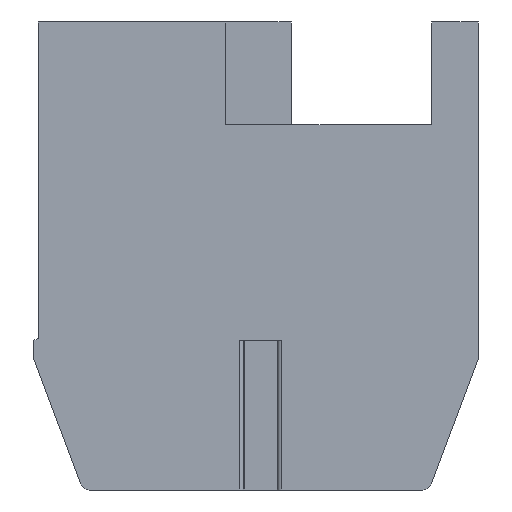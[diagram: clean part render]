
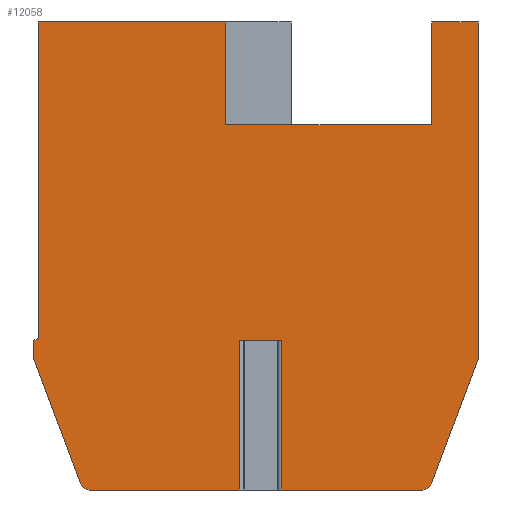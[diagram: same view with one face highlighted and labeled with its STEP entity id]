
A CAD part, front view. The second image highlights one B-rep face of the part: STEP entity #12058.
In plain terms, the highlighted planar face has unit normal (0, -1, 0).
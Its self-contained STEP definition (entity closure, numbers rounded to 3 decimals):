
#1=DIRECTION('',(1.,0.,0.));
#2=VECTOR('',#1,0.906);
#3=CARTESIAN_POINT('',(4.297,0.,-6.8));
#4=LINE('',#3,#2);
#5=DIRECTION('',(0.,0.,-1.));
#6=VECTOR('',#5,3.2);
#7=CARTESIAN_POINT('',(4.297,0.,-6.8));
#8=LINE('',#7,#6);
#9=DIRECTION('',(-1.,0.,0.));
#10=VECTOR('',#9,3.208);
#11=CARTESIAN_POINT('',(4.297,0.,-10.));
#12=LINE('',#11,#10);
#13=CARTESIAN_POINT('',(1.089,0.,-9.8));
#14=DIRECTION('',(0.,1.,0.));
#15=DIRECTION('',(0.,0.,-1.));
#16=AXIS2_PLACEMENT_3D('',#13,#14,#15);
#18=DIRECTION('',(-0.351,0.,0.936));
#19=VECTOR('',#18,2.816);
#20=CARTESIAN_POINT('',(0.901,0.,-9.87));
#21=LINE('',#20,#19);
#22=CARTESIAN_POINT('',(0.1,0.,-7.164));
#23=DIRECTION('',(0.,1.,0.));
#24=DIRECTION('',(-0.936,0.,-0.351));
#25=AXIS2_PLACEMENT_3D('',#22,#23,#24);
#27=DIRECTION('',(0.,0.,1.));
#28=VECTOR('',#27,0.364);
#29=CARTESIAN_POINT('',(-0.1,0.,-7.164));
#30=LINE('',#29,#28);
#31=DIRECTION('',(0.928,0.,0.371));
#32=VECTOR('',#31,0.108);
#33=CARTESIAN_POINT('',(-0.1,0.,-6.8));
#34=LINE('',#33,#32);
#35=DIRECTION('',(0.,0.,1.));
#36=VECTOR('',#35,6.76);
#37=CARTESIAN_POINT('',(0.,0.,-6.76));
#38=LINE('',#37,#36);
#39=DIRECTION('',(1.,0.,0.));
#40=VECTOR('',#39,4.);
#41=CARTESIAN_POINT('',(0.,0.,0.));
#42=LINE('',#41,#40);
#43=DIRECTION('',(0.,0.,-1.));
#44=VECTOR('',#43,2.2);
#45=CARTESIAN_POINT('',(4.,0.,0.));
#46=LINE('',#45,#44);
#47=DIRECTION('',(0.,0.,1.));
#48=VECTOR('',#47,2.2);
#49=CARTESIAN_POINT('',(8.4,0.,-2.2));
#50=LINE('',#49,#48);
#51=DIRECTION('',(1.,0.,0.));
#52=VECTOR('',#51,1.);
#53=CARTESIAN_POINT('',(8.4,0.,0.));
#54=LINE('',#53,#52);
#55=DIRECTION('',(0.,0.,-1.));
#56=VECTOR('',#55,7.164);
#57=CARTESIAN_POINT('',(9.4,0.,0.));
#58=LINE('',#57,#56);
#59=CARTESIAN_POINT('',(9.2,0.,-7.164));
#60=DIRECTION('',(0.,1.,0.));
#61=DIRECTION('',(1.,0.,0.));
#62=AXIS2_PLACEMENT_3D('',#59,#60,#61);
#64=DIRECTION('',(-0.351,0.,-0.936));
#65=VECTOR('',#64,2.816);
#66=CARTESIAN_POINT('',(9.387,0.,-7.234));
#67=LINE('',#66,#65);
#68=CARTESIAN_POINT('',(8.211,0.,-9.8));
#69=DIRECTION('',(0.,1.,0.));
#70=DIRECTION('',(0.936,0.,-0.351));
#71=AXIS2_PLACEMENT_3D('',#68,#69,#70);
#73=DIRECTION('',(-1.,0.,0.));
#74=VECTOR('',#73,3.008);
#75=CARTESIAN_POINT('',(8.211,0.,-10.));
#76=LINE('',#75,#74);
#77=DIRECTION('',(0.,0.,-1.));
#78=VECTOR('',#77,3.2);
#79=CARTESIAN_POINT('',(5.203,0.,-6.8));
#80=LINE('',#79,#78);
#3019=DIRECTION('',(-1.,0.,0.));
#3020=VECTOR('',#3019,4.4);
#3021=CARTESIAN_POINT('',(8.4,0.,-2.2));
#3022=LINE('',#3021,#3020);
#9457=CARTESIAN_POINT('',(-0.087,0.,-7.234));
#9458=CARTESIAN_POINT('',(-0.1,0.,-7.164));
#9459=VERTEX_POINT('',#9457);
#9460=VERTEX_POINT('',#9458);
#9461=CARTESIAN_POINT('',(-0.1,0.,-6.8));
#9462=VERTEX_POINT('',#9461);
#9463=CARTESIAN_POINT('',(0.,0.,-6.76));
#9464=VERTEX_POINT('',#9463);
#9465=CARTESIAN_POINT('',(0.,0.,0.));
#9466=VERTEX_POINT('',#9465);
#9467=CARTESIAN_POINT('',(8.4,0.,-2.2));
#9468=CARTESIAN_POINT('',(8.4,0.,0.));
#9469=VERTEX_POINT('',#9467);
#9470=VERTEX_POINT('',#9468);
#9471=CARTESIAN_POINT('',(9.4,0.,0.));
#9472=VERTEX_POINT('',#9471);
#9473=CARTESIAN_POINT('',(9.4,0.,-7.164));
#9474=VERTEX_POINT('',#9473);
#9475=CARTESIAN_POINT('',(9.387,0.,-7.234));
#9476=VERTEX_POINT('',#9475);
#9477=CARTESIAN_POINT('',(8.399,0.,-9.87));
#9478=VERTEX_POINT('',#9477);
#9479=CARTESIAN_POINT('',(8.211,0.,-10.));
#9480=VERTEX_POINT('',#9479);
#9481=CARTESIAN_POINT('',(1.089,0.,-10.));
#9482=CARTESIAN_POINT('',(0.901,0.,-9.87));
#9483=VERTEX_POINT('',#9481);
#9484=VERTEX_POINT('',#9482);
#9697=CARTESIAN_POINT('',(4.,0.,0.));
#9698=CARTESIAN_POINT('',(4.,0.,-2.2));
#9699=VERTEX_POINT('',#9697);
#9700=VERTEX_POINT('',#9698);
#9721=CARTESIAN_POINT('',(4.297,0.,-6.8));
#9722=CARTESIAN_POINT('',(5.203,0.,-6.8));
#9723=VERTEX_POINT('',#9721);
#9724=VERTEX_POINT('',#9722);
#9725=CARTESIAN_POINT('',(4.297,0.,-10.));
#9726=VERTEX_POINT('',#9725);
#9727=CARTESIAN_POINT('',(5.203,0.,-10.));
#9728=VERTEX_POINT('',#9727);
#12011=CARTESIAN_POINT('',(0.,0.,0.));
#12012=DIRECTION('',(0.,1.,0.));
#12013=DIRECTION('',(1.,0.,0.));
#12014=AXIS2_PLACEMENT_3D('',#12011,#12012,#12013);
#12015=PLANE('',#12014);
#12017=ORIENTED_EDGE('',*,*,#12016,.F.);
#12019=ORIENTED_EDGE('',*,*,#12018,.T.);
#12021=ORIENTED_EDGE('',*,*,#12020,.T.);
#12023=ORIENTED_EDGE('',*,*,#12022,.T.);
#12025=ORIENTED_EDGE('',*,*,#12024,.T.);
#12027=ORIENTED_EDGE('',*,*,#12026,.T.);
#12029=ORIENTED_EDGE('',*,*,#12028,.T.);
#12031=ORIENTED_EDGE('',*,*,#12030,.T.);
#12033=ORIENTED_EDGE('',*,*,#12032,.T.);
#12035=ORIENTED_EDGE('',*,*,#12034,.T.);
#12037=ORIENTED_EDGE('',*,*,#12036,.T.);
#12039=ORIENTED_EDGE('',*,*,#12038,.F.);
#12041=ORIENTED_EDGE('',*,*,#12040,.T.);
#12043=ORIENTED_EDGE('',*,*,#12042,.T.);
#12045=ORIENTED_EDGE('',*,*,#12044,.T.);
#12047=ORIENTED_EDGE('',*,*,#12046,.T.);
#12049=ORIENTED_EDGE('',*,*,#12048,.T.);
#12051=ORIENTED_EDGE('',*,*,#12050,.T.);
#12053=ORIENTED_EDGE('',*,*,#12052,.T.);
#12055=ORIENTED_EDGE('',*,*,#12054,.F.);
#12056=EDGE_LOOP('',(#12017,#12019,#12021,#12023,#12025,#12027,#12029,#12031,
#12033,#12035,#12037,#12039,#12041,#12043,#12045,#12047,#12049,#12051,#12053,
#12055));
#12057=FACE_OUTER_BOUND('',#12056,.F.);
#12058=ADVANCED_FACE('',(#12057),#12015,.F.);
#17=CIRCLE('',#16,0.2);
#26=CIRCLE('',#25,0.2);
#63=CIRCLE('',#62,0.2);
#72=CIRCLE('',#71,0.2);
#12016=EDGE_CURVE('',#9723,#9724,#4,.T.);
#12018=EDGE_CURVE('',#9723,#9726,#8,.T.);
#12020=EDGE_CURVE('',#9726,#9483,#12,.T.);
#12022=EDGE_CURVE('',#9483,#9484,#17,.T.);
#12024=EDGE_CURVE('',#9484,#9459,#21,.T.);
#12026=EDGE_CURVE('',#9459,#9460,#26,.T.);
#12028=EDGE_CURVE('',#9460,#9462,#30,.T.);
#12030=EDGE_CURVE('',#9462,#9464,#34,.T.);
#12032=EDGE_CURVE('',#9464,#9466,#38,.T.);
#12034=EDGE_CURVE('',#9466,#9699,#42,.T.);
#12036=EDGE_CURVE('',#9699,#9700,#46,.T.);
#12038=EDGE_CURVE('',#9469,#9700,#3022,.T.);
#12040=EDGE_CURVE('',#9469,#9470,#50,.T.);
#12042=EDGE_CURVE('',#9470,#9472,#54,.T.);
#12044=EDGE_CURVE('',#9472,#9474,#58,.T.);
#12046=EDGE_CURVE('',#9474,#9476,#63,.T.);
#12048=EDGE_CURVE('',#9476,#9478,#67,.T.);
#12050=EDGE_CURVE('',#9478,#9480,#72,.T.);
#12052=EDGE_CURVE('',#9480,#9728,#76,.T.);
#12054=EDGE_CURVE('',#9724,#9728,#80,.T.);
